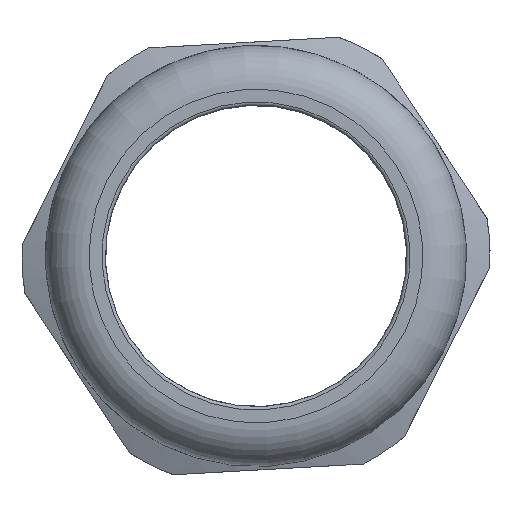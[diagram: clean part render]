
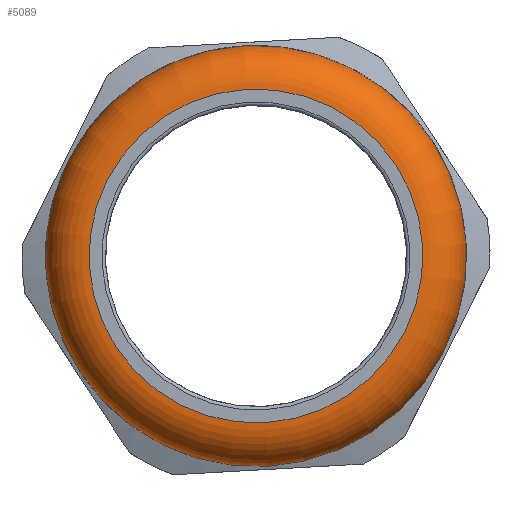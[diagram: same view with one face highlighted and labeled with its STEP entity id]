
A CAD part, left-side view. The second image highlights one B-rep face of the part: STEP entity #5089.
In plain terms, the highlighted toroidal (fillet/blend) face has major radius 24.99 mm and minor radius 6.53 mm.
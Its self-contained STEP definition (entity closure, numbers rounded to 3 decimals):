
#1131=FACE_BOUND('',#1514,.T.);
#1199=FACE_OUTER_BOUND('',#1513,.T.);
#1513=EDGE_LOOP('',(#3588));
#1514=EDGE_LOOP('',(#3589));
#1834=CIRCLE('',#5422,24.99);
#1852=CIRCLE('',#5460,31.52);
#2164=VERTEX_POINT('',#7689);
#2200=VERTEX_POINT('',#10330);
#2694=EDGE_CURVE('',#2164,#2164,#1834,.T.);
#2747=EDGE_CURVE('',#2200,#2200,#1852,.T.);
#3588=ORIENTED_EDGE('',*,*,#2747,.F.);
#3589=ORIENTED_EDGE('',*,*,#2694,.T.);
#5031=TOROIDAL_SURFACE('',#5459,24.99,6.53);
#5089=ADVANCED_FACE('',(#1199,#1131),#5031,.T.);
#5422=AXIS2_PLACEMENT_3D('',#7690,#6078,#6079);
#5459=AXIS2_PLACEMENT_3D('',#10329,#6167,#6168);
#5460=AXIS2_PLACEMENT_3D('',#10331,#6169,#6170);
#6078=DIRECTION('center_axis',(1.,0.,0.));
#6079=DIRECTION('ref_axis',(0.,0.,-1.));
#6167=DIRECTION('center_axis',(1.,0.,0.));
#6168=DIRECTION('ref_axis',(0.,0.,-1.));
#6169=DIRECTION('center_axis',(1.,0.,0.));
#6170=DIRECTION('ref_axis',(0.,0.,-1.));
#7689=CARTESIAN_POINT('',(-30.5,24.99,0.));
#7690=CARTESIAN_POINT('Origin',(-30.5,0.,0.));
#10329=CARTESIAN_POINT('Origin',(-23.97,0.,0.));
#10330=CARTESIAN_POINT('',(-23.97,31.52,0.));
#10331=CARTESIAN_POINT('Origin',(-23.97,0.,0.));
